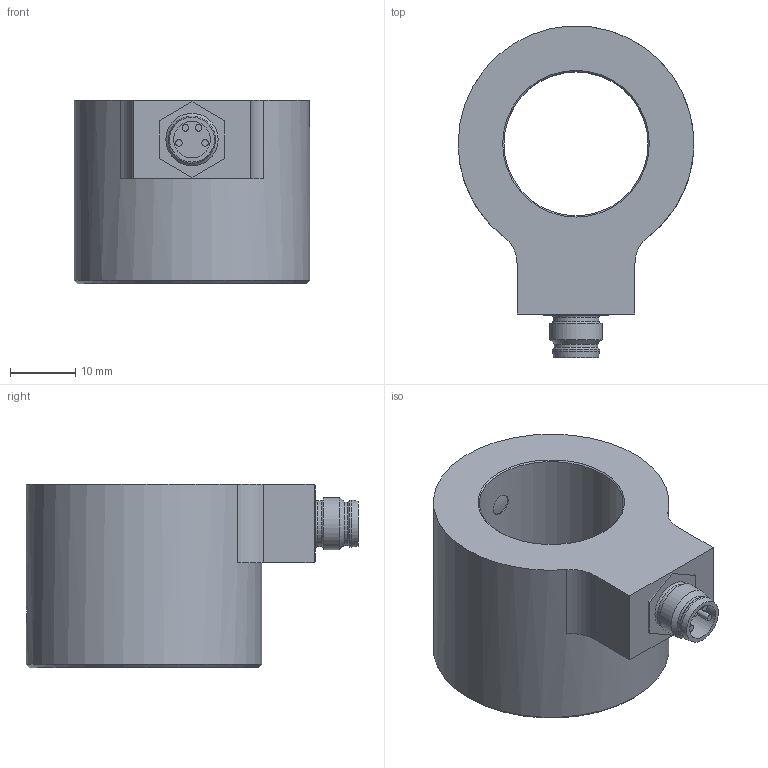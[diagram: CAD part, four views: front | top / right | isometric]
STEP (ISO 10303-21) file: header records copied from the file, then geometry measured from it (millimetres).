
FILE_DESCRIPTION(/* description */ ('Unknown','CAx-IF Rec.Pracs.---Representation and Presentation of Product Manufacturing Information (PMI)---4.0---2014-10-13','CAx-IF Rec.Pracs.---3D Tessellated Geometry---0.4---2014-09-14','2;1'),/* implementation_level */ '2;1');
FILE_NAME(/* name */ '508659_Heizung_eco-Pen600_Kunde',/* time_stamp */ '2023-11-24T16:01:11+01:00',/* author */ ('Unknown'),/* organization */ ('Unknown'),/* preprocessor_version */ 'ST-DEVELOPER v16.7',/* originating_system */ 'Solid Edge',/* authorisation */ 'Unknown');
FILE_SCHEMA (('AP242_MANAGED_MODEL_BASED_3D_ENGINEERING_MIM_LF { 1 0 10303 442 1 1 4 }'));
Length unit declared in the file: millimetre
Products named in the file (3): 508659_S01808_ZSB_Heizung_Pen600_Kunde; S01809_R0_Heizung_Body_Pen600; Lumberg_RSMF4_05M
Assembly tree (2 placements, depth 2):
  508659_S01808_ZSB_Heizung_Pen600_Kunde
    S01809_R0_Heizung_Body_Pen600
    Lumberg_RSMF4_05M
Bounding box: 36 x 50.7 x 28 mm (x, y, z)
Volume: 19366.7 mm3; surface area: 7857.7 mm2
Topology: 2 solids, 4 shells, 65 faces, 131 edges, 85 vertices
Faces by surface type: plane 30, cylinder 24, cone 9, torus 2
Full cylindrical faces by diameter (mm): 1 x4, 2 x4, 3.2 x2, 3.242 x2, 5.6 x1, 6.6 x1, 7 x1, 7.2 x1, 8 x1, 22 x1, 36 x1
Entity records: 2024 total; most frequent: CARTESIAN_POINT 278, DIRECTION 274, ORIENTED_EDGE 184, AXIS2_PLACEMENT_3D 118, FACE_BOUND 112, EDGE_LOOP 110, EDGE_CURVE 92, VERTEX_POINT 78
